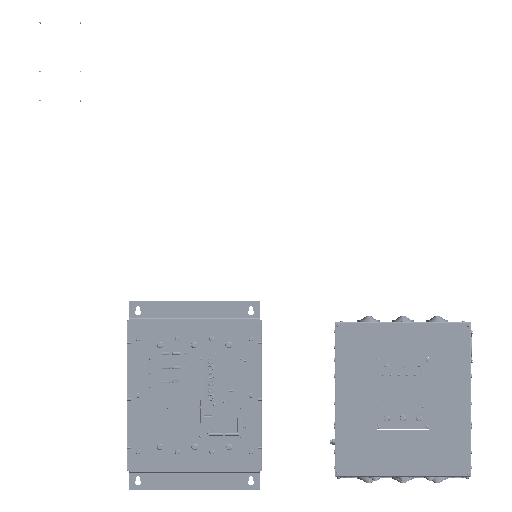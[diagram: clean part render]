
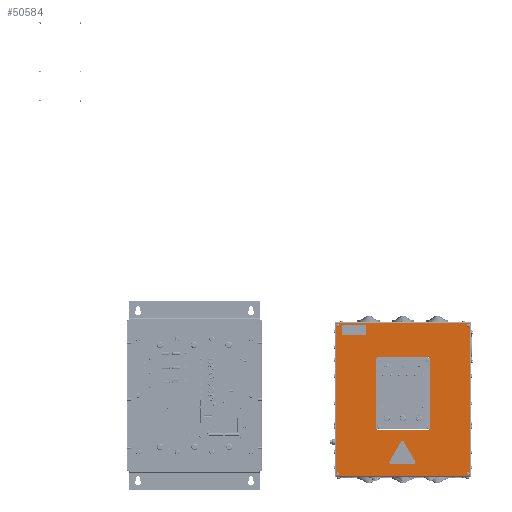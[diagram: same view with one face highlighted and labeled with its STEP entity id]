
A CAD part, top view. The second image highlights one B-rep face of the part: STEP entity #50584.
In plain terms, the highlighted planar face has unit normal (0, 0, 1).
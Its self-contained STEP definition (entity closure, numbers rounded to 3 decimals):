
#50584=ADVANCED_FACE('',(#87171,#87173,#87175,#87177,#87179,#87181),#87183,.T.);
#87171=FACE_BOUND('',#87172,.T.);
#87172=EDGE_LOOP('',(#138907,#138908,#138909,#138910));
#87173=FACE_BOUND('',#87174,.T.);
#87174=EDGE_LOOP('',(#138911,#138912,#138913,#138914,#138915,#138916,#138917,#138918));
#87175=FACE_BOUND('',#87176,.T.);
#87176=EDGE_LOOP('',(#138919));
#87177=FACE_BOUND('',#87178,.T.);
#87178=EDGE_LOOP('',(#138920));
#87179=FACE_BOUND('',#87180,.T.);
#87180=EDGE_LOOP('',(#138921));
#87181=FACE_BOUND('',#87182,.T.);
#87182=EDGE_LOOP('',(#138922));
#87183=PLANE('',#87184);
#87184=AXIS2_PLACEMENT_3D('',#87185,#87186,#87187);
#87185=CARTESIAN_POINT('',(524.033,572.841,329.72));
#87186=DIRECTION('',(0.,0.,1.));
#87187=DIRECTION('',(1.,0.,0.));
#138907=ORIENTED_EDGE('',*,*,#168567,.T.);
#138908=ORIENTED_EDGE('',*,*,#168568,.T.);
#138909=ORIENTED_EDGE('',*,*,#168569,.T.);
#138910=ORIENTED_EDGE('',*,*,#168570,.T.);
#138911=ORIENTED_EDGE('',*,*,#168571,.F.);
#138912=ORIENTED_EDGE('',*,*,#168572,.T.);
#138913=ORIENTED_EDGE('',*,*,#168573,.F.);
#138914=ORIENTED_EDGE('',*,*,#168574,.T.);
#138915=ORIENTED_EDGE('',*,*,#168575,.F.);
#138916=ORIENTED_EDGE('',*,*,#168576,.T.);
#138917=ORIENTED_EDGE('',*,*,#168577,.F.);
#138918=ORIENTED_EDGE('',*,*,#168578,.T.);
#138919=ORIENTED_EDGE('',*,*,#168579,.T.);
#138920=ORIENTED_EDGE('',*,*,#168580,.T.);
#138921=ORIENTED_EDGE('',*,*,#168581,.T.);
#138922=ORIENTED_EDGE('',*,*,#168582,.T.);
#168567=EDGE_CURVE('',#205057,#205058,#205059,.T.);
#168568=EDGE_CURVE('',#205058,#205060,#205061,.T.);
#168569=EDGE_CURVE('',#205060,#205062,#205063,.T.);
#168570=EDGE_CURVE('',#205062,#205057,#205064,.T.);
#168571=EDGE_CURVE('',#205065,#205066,#205067,.F.);
#168572=EDGE_CURVE('',#205065,#205068,#205069,.F.);
#168573=EDGE_CURVE('',#205070,#205068,#205071,.F.);
#168574=EDGE_CURVE('',#205070,#205072,#205073,.F.);
#168575=EDGE_CURVE('',#205074,#205072,#205075,.F.);
#168576=EDGE_CURVE('',#205074,#205076,#205077,.F.);
#168577=EDGE_CURVE('',#205078,#205076,#205079,.F.);
#168578=EDGE_CURVE('',#205078,#205066,#205080,.F.);
#168579=EDGE_CURVE('',#205081,#205081,#205082,.F.);
#168580=EDGE_CURVE('',#205083,#205083,#205084,.F.);
#168581=EDGE_CURVE('',#205085,#205085,#205086,.F.);
#168582=EDGE_CURVE('',#205087,#205087,#205088,.F.);
#205057=VERTEX_POINT('',#266393);
#205058=VERTEX_POINT('',#266394);
#205059=LINE('',#266395,#266396);
#205060=VERTEX_POINT('',#266398);
#205061=LINE('',#266399,#266400);
#205062=VERTEX_POINT('',#266402);
#205063=LINE('',#266403,#266404);
#205064=LINE('',#266406,#266407);
#205065=VERTEX_POINT('',#266409);
#205066=VERTEX_POINT('',#266410);
#205067=CIRCLE('',#266411,5.);
#205068=VERTEX_POINT('',#266415);
#205069=LINE('',#266416,#266417);
#205070=VERTEX_POINT('',#266419);
#205071=CIRCLE('',#266420,5.);
#205072=VERTEX_POINT('',#266424);
#205073=LINE('',#266425,#266426);
#205074=VERTEX_POINT('',#266428);
#205075=CIRCLE('',#266429,5.);
#205076=VERTEX_POINT('',#266433);
#205077=LINE('',#266434,#266435);
#205078=VERTEX_POINT('',#266437);
#205079=CIRCLE('',#266438,5.);
#205080=LINE('',#266442,#266443);
#205081=VERTEX_POINT('',#266445);
#205082=CIRCLE('',#266446,2.5);
#205083=VERTEX_POINT('',#266450);
#205084=CIRCLE('',#266451,2.5);
#205085=VERTEX_POINT('',#266455);
#205086=CIRCLE('',#266456,2.5);
#205087=VERTEX_POINT('',#266460);
#205088=CIRCLE('',#266461,2.5);
#266393=CARTESIAN_POINT('',(859.733,193.141,329.72));
#266394=CARTESIAN_POINT('',(859.733,570.541,329.72));
#266395=CARTESIAN_POINT('',(859.733,193.141,329.72));
#266396=VECTOR('',#266397,1.);
#266397=DIRECTION('',(0.,1.,0.));
#266398=CARTESIAN_POINT('',(526.333,570.541,329.72));
#266399=CARTESIAN_POINT('',(859.733,570.541,329.72));
#266400=VECTOR('',#266401,1.);
#266401=DIRECTION('',(-1.,0.,0.));
#266402=CARTESIAN_POINT('',(526.333,193.141,329.72));
#266403=CARTESIAN_POINT('',(526.333,570.541,329.72));
#266404=VECTOR('',#266405,1.);
#266405=DIRECTION('',(0.,-1.,0.));
#266406=CARTESIAN_POINT('',(526.333,193.141,329.72));
#266407=VECTOR('',#266408,1.);
#266408=DIRECTION('',(1.,0.,0.));
#266409=CARTESIAN_POINT('',(630.533,486.341,329.72));
#266410=CARTESIAN_POINT('',(625.533,481.341,329.72));
#266411=AXIS2_PLACEMENT_3D('',#266412,#266413,#266414);
#266412=CARTESIAN_POINT('',(630.533,481.341,329.72));
#266413=DIRECTION('',(0.,0.,-1.));
#266414=DIRECTION('',(-1.,0.,0.));
#266415=CARTESIAN_POINT('',(755.533,486.341,329.72));
#266416=CARTESIAN_POINT('',(755.533,486.341,329.72));
#266417=VECTOR('',#266418,1.);
#266418=DIRECTION('',(-1.,0.,0.));
#266419=CARTESIAN_POINT('',(760.533,481.341,329.72));
#266420=AXIS2_PLACEMENT_3D('',#266421,#266422,#266423);
#266421=CARTESIAN_POINT('',(755.533,481.341,329.72));
#266422=DIRECTION('',(0.,0.,-1.));
#266423=DIRECTION('',(0.,1.,0.));
#266424=CARTESIAN_POINT('',(760.533,312.341,329.72));
#266425=CARTESIAN_POINT('',(760.533,312.341,329.72));
#266426=VECTOR('',#266427,1.);
#266427=DIRECTION('',(0.,1.,0.));
#266428=CARTESIAN_POINT('',(755.533,307.341,329.72));
#266429=AXIS2_PLACEMENT_3D('',#266430,#266431,#266432);
#266430=CARTESIAN_POINT('',(755.533,312.341,329.72));
#266431=DIRECTION('',(0.,0.,-1.));
#266432=DIRECTION('',(1.,0.,0.));
#266433=CARTESIAN_POINT('',(630.533,307.341,329.72));
#266434=CARTESIAN_POINT('',(630.533,307.341,329.72));
#266435=VECTOR('',#266436,1.);
#266436=DIRECTION('',(1.,0.,0.));
#266437=CARTESIAN_POINT('',(625.533,312.341,329.72));
#266438=AXIS2_PLACEMENT_3D('',#266439,#266440,#266441);
#266439=CARTESIAN_POINT('',(630.533,312.341,329.72));
#266440=DIRECTION('',(0.,0.,-1.));
#266441=DIRECTION('',(0.,-1.,0.));
#266442=CARTESIAN_POINT('',(625.533,481.341,329.72));
#266443=VECTOR('',#266444,1.);
#266444=DIRECTION('',(0.,-1.,0.));
#266445=CARTESIAN_POINT('',(852.533,565.841,329.72));
#266446=AXIS2_PLACEMENT_3D('',#266447,#266448,#266449);
#266447=CARTESIAN_POINT('',(855.033,565.841,329.72));
#266448=DIRECTION('',(0.,0.,1.));
#266449=DIRECTION('',(-1.,0.,0.));
#266450=CARTESIAN_POINT('',(852.533,197.841,329.72));
#266451=AXIS2_PLACEMENT_3D('',#266452,#266453,#266454);
#266452=CARTESIAN_POINT('',(855.033,197.841,329.72));
#266453=DIRECTION('',(0.,0.,1.));
#266454=DIRECTION('',(-1.,0.,0.));
#266455=CARTESIAN_POINT('',(528.533,565.841,329.72));
#266456=AXIS2_PLACEMENT_3D('',#266457,#266458,#266459);
#266457=CARTESIAN_POINT('',(531.033,565.841,329.72));
#266458=DIRECTION('',(0.,0.,1.));
#266459=DIRECTION('',(-1.,0.,0.));
#266460=CARTESIAN_POINT('',(528.533,197.841,329.72));
#266461=AXIS2_PLACEMENT_3D('',#266462,#266463,#266464);
#266462=CARTESIAN_POINT('',(531.033,197.841,329.72));
#266463=DIRECTION('',(0.,0.,1.));
#266464=DIRECTION('',(-1.,0.,0.));
